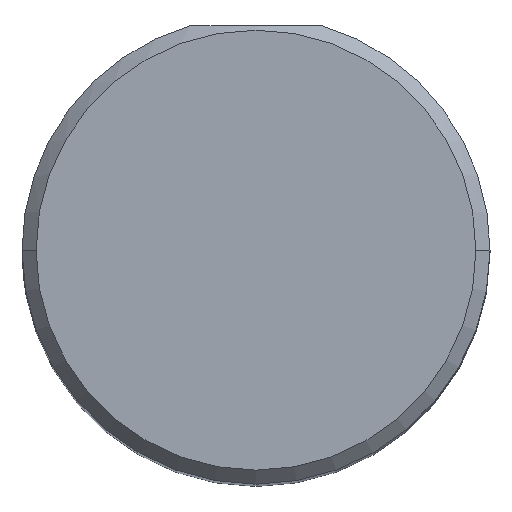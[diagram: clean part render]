
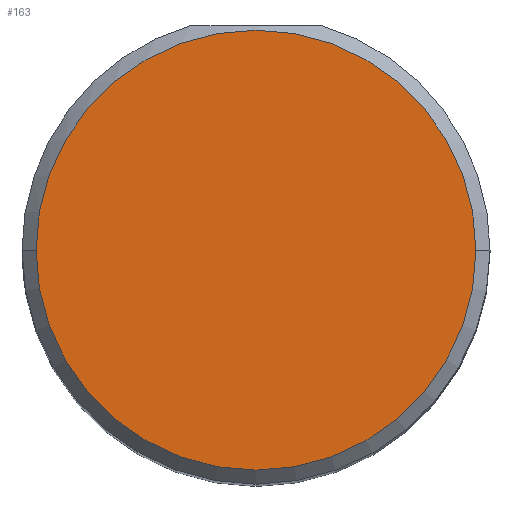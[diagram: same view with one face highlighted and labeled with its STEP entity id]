
A CAD part, top view. The second image highlights one B-rep face of the part: STEP entity #163.
In plain terms, the highlighted planar face has unit normal (0, 0, 1).
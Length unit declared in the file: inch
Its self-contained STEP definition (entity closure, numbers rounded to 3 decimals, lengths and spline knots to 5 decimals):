
#1 = DIRECTION ( 'NONE',  ( 0., 0., 1. ) ) ;
#5 = AXIS2_PLACEMENT_3D ( 'NONE', #535, #38, #283 ) ;
#38 = DIRECTION ( 'NONE',  ( 0., 0., -1. ) ) ;
#47 = CARTESIAN_POINT ( 'NONE',  ( 1., 0., 4. ) ) ;
#48 = FACE_OUTER_BOUND ( 'NONE', #543, .T. ) ;
#113 = EDGE_CURVE ( 'NONE', #148, #360, #462, .T. ) ;
#145 = CIRCLE ( 'NONE', #494, 0.235 ) ;
#148 = VERTEX_POINT ( 'NONE', #396 ) ;
#163 = ADVANCED_FACE ( 'NONE', ( #48 ), #226, .T. ) ;
#177 = DIRECTION ( 'NONE',  ( -1., 0., 0. ) ) ;
#196 = ORIENTED_EDGE ( 'NONE', *, *, #113, .F. ) ;
#206 = CARTESIAN_POINT ( 'NONE',  ( 1.235, 0., 4. ) ) ;
#226 = PLANE ( 'NONE',  #357 ) ;
#283 = DIRECTION ( 'NONE',  ( -1., 0., 0. ) ) ;
#344 = ORIENTED_EDGE ( 'NONE', *, *, #420, .F. ) ;
#350 = DIRECTION ( 'NONE',  ( 0., 0., -1. ) ) ;
#357 = AXIS2_PLACEMENT_3D ( 'NONE', #402, #1, #531 ) ;
#360 = VERTEX_POINT ( 'NONE', #206 ) ;
#396 = CARTESIAN_POINT ( 'NONE',  ( 0.765, 0., 4. ) ) ;
#402 = CARTESIAN_POINT ( 'NONE',  ( 1., 0., 4. ) ) ;
#420 = EDGE_CURVE ( 'NONE', #360, #148, #145, .T. ) ;
#462 = CIRCLE ( 'NONE', #5, 0.235 ) ;
#494 = AXIS2_PLACEMENT_3D ( 'NONE', #47, #350, #177 ) ;
#531 = DIRECTION ( 'NONE',  ( -1., 0., 0. ) ) ;
#535 = CARTESIAN_POINT ( 'NONE',  ( 1., 0., 4. ) ) ;
#543 = EDGE_LOOP ( 'NONE', ( #344, #196 ) ) ;
